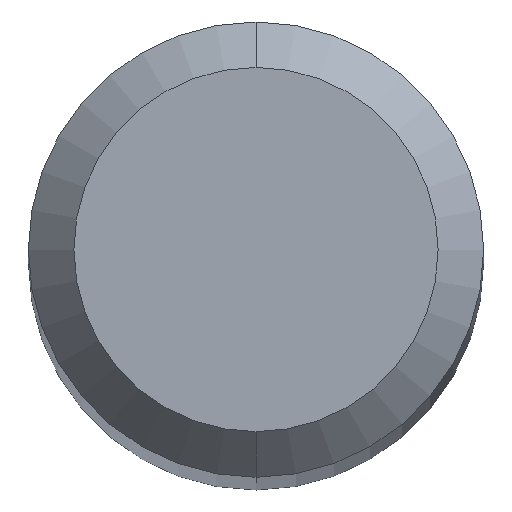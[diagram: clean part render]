
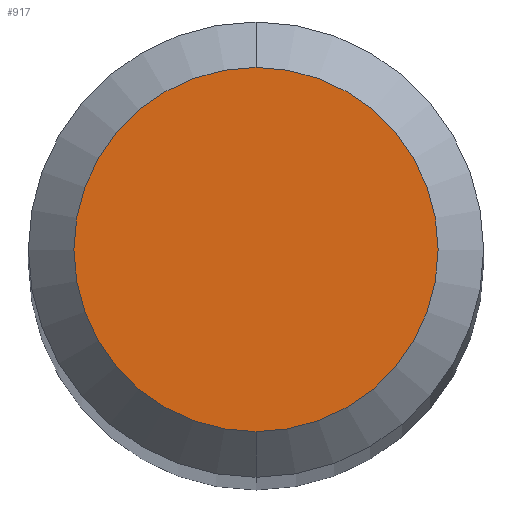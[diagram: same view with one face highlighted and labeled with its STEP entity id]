
A CAD part, top view. The second image highlights one B-rep face of the part: STEP entity #917.
In plain terms, the highlighted planar face has unit normal (0, 0, 1).
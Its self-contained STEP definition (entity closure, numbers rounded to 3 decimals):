
#565=EDGE_CURVE('',#715,#741,#1221,.T.);
#687=EDGE_CURVE('',#741,#715,#1354,.T.);
#715=VERTEX_POINT('',#1383);
#741=VERTEX_POINT('',#1413);
#917=ADVANCED_FACE('',(#1603),#1604,.T.);
#1221=CIRCLE('',#4093,1.2);
#1354=CIRCLE('',#5289,1.2);
#1383=CARTESIAN_POINT('',(0.,-1.2,0.0));
#1413=CARTESIAN_POINT('',(0.0,1.2,0.0));
#1603=FACE_OUTER_BOUND('',#6309,.T.);
#1604=PLANE('',#6310);
#4093=AXIS2_PLACEMENT_3D('',#6624,#6625,#6626);
#5289=AXIS2_PLACEMENT_3D('',#6756,#6757,#6758);
#6309=EDGE_LOOP('',(#7015,#7016));
#6310=AXIS2_PLACEMENT_3D('',#7017,#7018,#7019);
#6624=CARTESIAN_POINT('',(0.0,0.0,0.0));
#6625=DIRECTION('',(0.0,0.0,-1.0));
#6626=DIRECTION('',(0.0,1.0,0.0));
#6756=CARTESIAN_POINT('',(0.0,0.0,0.0));
#6757=DIRECTION('',(0.0,0.0,-1.0));
#6758=DIRECTION('',(0.0,1.0,0.0));
#7015=ORIENTED_EDGE('',*,*,#687,.F.);
#7016=ORIENTED_EDGE('',*,*,#565,.F.);
#7017=CARTESIAN_POINT('',(0.0,0.6,0.0));
#7018=DIRECTION('',(-0.0,0.0,1.0));
#7019=DIRECTION('',(0.0,-1.0,0.0));
